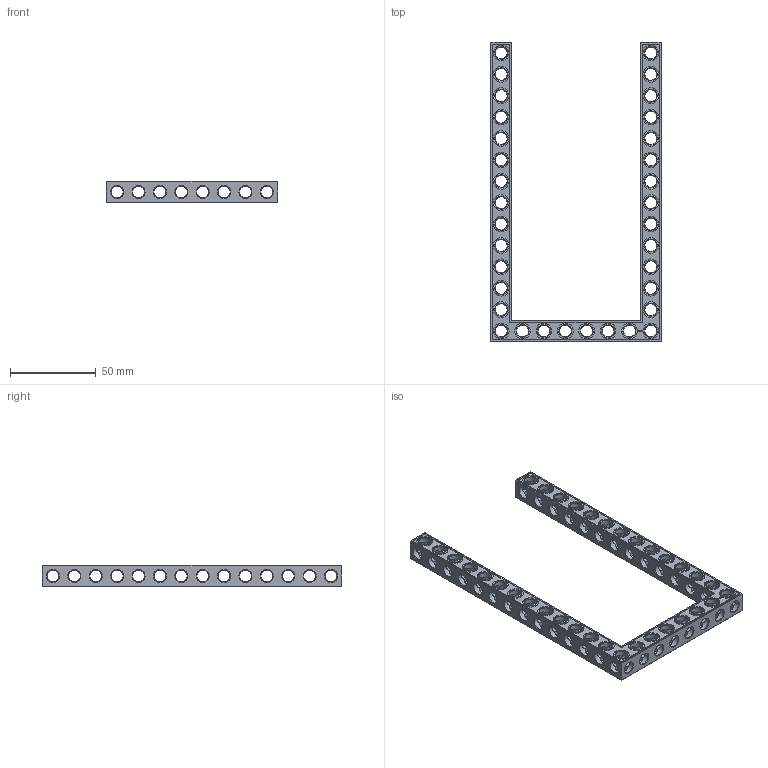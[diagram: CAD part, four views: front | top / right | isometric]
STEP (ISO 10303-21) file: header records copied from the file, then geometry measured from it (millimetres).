
FILE_DESCRIPTION(('FreeCAD Model'),'2;1');
FILE_NAME('Open CASCADE Shape Model','2022-02-23T21:51:37',( 'Paulo Kiefe'),('STEMFIE.org'),'Open CASCADE STEP processor 7.5', 'FreeCAD','Unknown');
FILE_SCHEMA(('AUTOMOTIVE_DESIGN { 1 0 10303 214 1 1 1 1 }'));
Products named in the file (1): Beam AGD ESS USH SYM BU08x14x01 - SPN-BEM-0416 (stemfie.org)
Bounding box: 100 x 175 x 12.5 mm (x, y, z)
Volume: 33227.7 mm3; surface area: 29687.6 mm2
Topology: 1 solids, 1 shells, 898 faces, 2712 edges, 1748 vertices
Faces by surface type: plane 417, cylinder 205, cone 138, extrusion 138
Full cylindrical faces by diameter (mm): 6.98 x30, 7 x141, 9.2 x34
Entity records: 202237 total; most frequent: CARTESIAN_POINT 151572, DIRECTION 8210, ORIENTED_EDGE 5424, PCURVE 5424, DEFINITIONAL_REPRESENTATION 5424, VECTOR 5224, LINE 5086, EDGE_CURVE 2712
